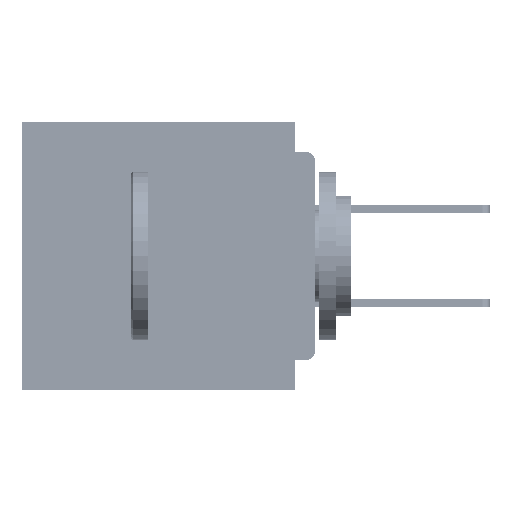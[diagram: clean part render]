
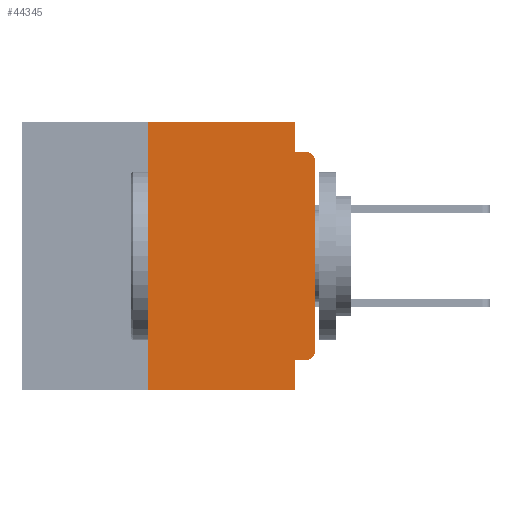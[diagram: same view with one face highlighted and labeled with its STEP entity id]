
A CAD part, left-side view. The second image highlights one B-rep face of the part: STEP entity #44345.
In plain terms, the highlighted planar face has unit normal (-1, 0, 0).
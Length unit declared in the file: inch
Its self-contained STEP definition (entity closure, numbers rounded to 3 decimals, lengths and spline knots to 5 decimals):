
#752 = DIRECTION ( 'NONE',  ( 0., 0., -1. ) ) ;
#2399 = VERTEX_POINT ( 'NONE', #54284 ) ;
#2489 = VERTEX_POINT ( 'NONE', #33442 ) ;
#3189 = LINE ( 'NONE', #67267, #19289 ) ;
#3721 = EDGE_CURVE ( 'NONE', #22238, #13608, #3189, .T. ) ;
#4710 = VERTEX_POINT ( 'NONE', #43750 ) ;
#6542 = VECTOR ( 'NONE', #46784, 39.37008 ) ;
#9912 = VECTOR ( 'NONE', #60328, 39.37008 ) ;
#10231 = CARTESIAN_POINT ( 'NONE',  ( 0., 0.015, -0.06 ) ) ;
#11627 = CARTESIAN_POINT ( 'NONE',  ( 0., 0.031, -0.355 ) ) ;
#12138 = ORIENTED_EDGE ( 'NONE', *, *, #22359, .F. ) ;
#13333 = VECTOR ( 'NONE', #65775, 39.37008 ) ;
#13608 = VERTEX_POINT ( 'NONE', #11627 ) ;
#15063 = LINE ( 'NONE', #22483, #13333 ) ;
#15191 = DIRECTION ( 'NONE',  ( 0., -1., 0. ) ) ;
#15696 = DIRECTION ( 'NONE',  ( 0., 0., -1. ) ) ;
#18078 = ORIENTED_EDGE ( 'NONE', *, *, #56901, .F. ) ;
#18261 = VECTOR ( 'NONE', #43052, 39.37008 ) ;
#18912 = DIRECTION ( 'NONE',  ( 0., 0., 1. ) ) ;
#19089 = FACE_OUTER_BOUND ( 'NONE', #19566, .T. ) ;
#19289 = VECTOR ( 'NONE', #29435, 39.37008 ) ;
#19566 = EDGE_LOOP ( 'NONE', ( #25468, #32092, #18078, #32856, #52304, #51225, #27061, #12138, #35182, #35281 ) ) ;
#19574 = EDGE_CURVE ( 'NONE', #22238, #50522, #58725, .T. ) ;
#22238 = VERTEX_POINT ( 'NONE', #61888 ) ;
#22359 = EDGE_CURVE ( 'NONE', #13608, #52708, #22730, .T. ) ;
#22483 = CARTESIAN_POINT ( 'NONE',  ( 0., 0.437, -0.4 ) ) ;
#22730 = LINE ( 'NONE', #24993, #6542 ) ;
#24308 = VERTEX_POINT ( 'NONE', #43120 ) ;
#24506 = CIRCLE ( 'NONE', #44061, 0.015 ) ;
#24993 = CARTESIAN_POINT ( 'NONE',  ( 0., 0.031, -0.4 ) ) ;
#25044 = VECTOR ( 'NONE', #15191, 39.37008 ) ;
#25468 = ORIENTED_EDGE ( 'NONE', *, *, #69998, .T. ) ;
#26686 = CARTESIAN_POINT ( 'NONE',  ( 0., 0.25, -0.4 ) ) ;
#27061 = ORIENTED_EDGE ( 'NONE', *, *, #33285, .T. ) ;
#28340 = DIRECTION ( 'NONE',  ( 0., 0., -1. ) ) ;
#28445 = CARTESIAN_POINT ( 'NONE',  ( 0., 0., -0.34 ) ) ;
#29435 = DIRECTION ( 'NONE',  ( 0., 1., 0. ) ) ;
#30370 = AXIS2_PLACEMENT_3D ( 'NONE', #65657, #33306, #752 ) ;
#32092 = ORIENTED_EDGE ( 'NONE', *, *, #37864, .T. ) ;
#32445 = VERTEX_POINT ( 'NONE', #52226 ) ;
#32856 = ORIENTED_EDGE ( 'NONE', *, *, #55074, .F. ) ;
#33285 = EDGE_CURVE ( 'NONE', #60103, #52708, #15063, .T. ) ;
#33306 = DIRECTION ( 'NONE',  ( -1., 0., 0. ) ) ;
#33442 = CARTESIAN_POINT ( 'NONE',  ( 0., 0., -0.06 ) ) ;
#35182 = ORIENTED_EDGE ( 'NONE', *, *, #3721, .F. ) ;
#35281 = ORIENTED_EDGE ( 'NONE', *, *, #19574, .T. ) ;
#35348 = CARTESIAN_POINT ( 'NONE',  ( 0., 0., 0. ) ) ;
#37864 = EDGE_CURVE ( 'NONE', #2489, #4710, #24506, .T. ) ;
#38396 = CARTESIAN_POINT ( 'NONE',  ( 0., 0., -0.045 ) ) ;
#39484 = LINE ( 'NONE', #47723, #25044 ) ;
#40563 = LINE ( 'NONE', #54958, #9912 ) ;
#43052 = DIRECTION ( 'NONE',  ( 0., 0., 1. ) ) ;
#43120 = CARTESIAN_POINT ( 'NONE',  ( 0., 0.031, -0.045 ) ) ;
#43750 = CARTESIAN_POINT ( 'NONE',  ( 0., 0.015, -0.045 ) ) ;
#44061 = AXIS2_PLACEMENT_3D ( 'NONE', #10231, #48261, #15696 ) ;
#44180 = EDGE_CURVE ( 'NONE', #60103, #32445, #47175, .T. ) ;
#44345 = ADVANCED_FACE ( 'NONE', ( #19089 ), #55338, .F. ) ;
#44435 = CARTESIAN_POINT ( 'NONE',  ( 0., 0.437, 0. ) ) ;
#46174 = VECTOR ( 'NONE', #54711, 39.37008 ) ;
#46784 = DIRECTION ( 'NONE',  ( 0., 0., -1. ) ) ;
#47175 = LINE ( 'NONE', #26686, #18261 ) ;
#47723 = CARTESIAN_POINT ( 'NONE',  ( 0., 0.437, 0. ) ) ;
#48261 = DIRECTION ( 'NONE',  ( -1., 0., 0. ) ) ;
#48772 = VECTOR ( 'NONE', #18912, 39.37008 ) ;
#50522 = VERTEX_POINT ( 'NONE', #28445 ) ;
#51225 = ORIENTED_EDGE ( 'NONE', *, *, #44180, .F. ) ;
#52226 = CARTESIAN_POINT ( 'NONE',  ( 0., 0.25, 0. ) ) ;
#52304 = ORIENTED_EDGE ( 'NONE', *, *, #64574, .F. ) ;
#52708 = VERTEX_POINT ( 'NONE', #61557 ) ;
#54284 = CARTESIAN_POINT ( 'NONE',  ( 0., 0.031, 0. ) ) ;
#54711 = DIRECTION ( 'NONE',  ( 0., -1., 0. ) ) ;
#54958 = CARTESIAN_POINT ( 'NONE',  ( 0., 0.031, 0. ) ) ;
#55074 = EDGE_CURVE ( 'NONE', #2399, #24308, #40563, .T. ) ;
#55338 = PLANE ( 'NONE',  #58863 ) ;
#56901 = EDGE_CURVE ( 'NONE', #24308, #4710, #62229, .T. ) ;
#58725 = CIRCLE ( 'NONE', #30370, 0.015 ) ;
#58863 = AXIS2_PLACEMENT_3D ( 'NONE', #44435, #60702, #28340 ) ;
#60103 = VERTEX_POINT ( 'NONE', #69836 ) ;
#60328 = DIRECTION ( 'NONE',  ( 0., 0., -1. ) ) ;
#60702 = DIRECTION ( 'NONE',  ( 1., 0., 0. ) ) ;
#61557 = CARTESIAN_POINT ( 'NONE',  ( 0., 0.031, -0.4 ) ) ;
#61888 = CARTESIAN_POINT ( 'NONE',  ( 0., 0.015, -0.355 ) ) ;
#62229 = LINE ( 'NONE', #38396, #46174 ) ;
#64574 = EDGE_CURVE ( 'NONE', #32445, #2399, #39484, .T. ) ;
#64803 = LINE ( 'NONE', #35348, #48772 ) ;
#65657 = CARTESIAN_POINT ( 'NONE',  ( 0., 0.015, -0.34 ) ) ;
#65775 = DIRECTION ( 'NONE',  ( 0., -1., 0. ) ) ;
#67267 = CARTESIAN_POINT ( 'NONE',  ( 0., 0., -0.355 ) ) ;
#69836 = CARTESIAN_POINT ( 'NONE',  ( 0., 0.25, -0.4 ) ) ;
#69998 = EDGE_CURVE ( 'NONE', #50522, #2489, #64803, .T. ) ;
